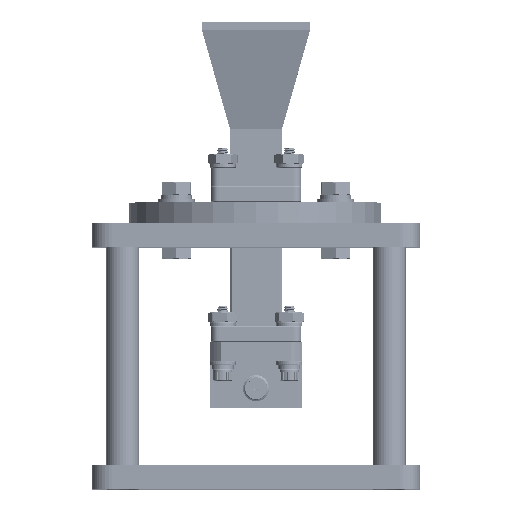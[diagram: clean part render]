
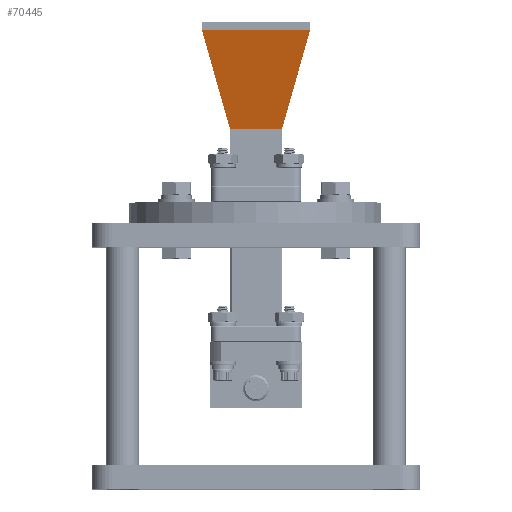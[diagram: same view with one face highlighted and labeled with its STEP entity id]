
A CAD part, top view. The second image highlights one B-rep face of the part: STEP entity #70445.
In plain terms, the highlighted face is planar.
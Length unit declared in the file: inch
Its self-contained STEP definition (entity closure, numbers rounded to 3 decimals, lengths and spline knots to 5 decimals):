
#3038 = DIRECTION ( 'NONE',  ( 0., 1., 0. ) ) ;
#4503 = CARTESIAN_POINT ( 'NONE',  ( -0.39282, 0.51776, 2.90705 ) ) ;
#9627 = LINE ( 'NONE', #19567, #11394 ) ;
#11394 = VECTOR ( 'NONE', #47100, 39.37008 ) ;
#12708 = CARTESIAN_POINT ( 'NONE',  ( -0.39282, 0.51776, 2.90705 ) ) ;
#13235 = CARTESIAN_POINT ( 'NONE',  ( -0.16374, -0.24918, 1.95912 ) ) ;
#14482 = CARTESIAN_POINT ( 'NONE',  ( -0.28479, 0., 2.46001 ) ) ;
#14852 = FACE_OUTER_BOUND ( 'NONE', #56382, .T. ) ;
#16664 = VERTEX_POINT ( 'NONE', #38760 ) ;
#18647 = LINE ( 'NONE', #30723, #30857 ) ;
#19567 = CARTESIAN_POINT ( 'NONE',  ( -0.16374, 0., 1.95912 ) ) ;
#19781 = EDGE_CURVE ( 'NONE', #32534, #16664, #52358, .T. ) ;
#29817 = CARTESIAN_POINT ( 'NONE',  ( -0.39282, 0., 2.90705 ) ) ;
#30723 = CARTESIAN_POINT ( 'NONE',  ( -0.16374, -0.24918, 1.95912 ) ) ;
#30857 = VECTOR ( 'NONE', #41047, 39.37008 ) ;
#32382 = ORIENTED_EDGE ( 'NONE', *, *, #54552, .T. ) ;
#32534 = VERTEX_POINT ( 'NONE', #4503 ) ;
#36515 = PLANE ( 'NONE',  #53070 ) ;
#36880 = DIRECTION ( 'NONE',  ( -0.972, 0., -0.235 ) ) ;
#38760 = CARTESIAN_POINT ( 'NONE',  ( -0.16374, 0.24918, 1.95912 ) ) ;
#41047 = DIRECTION ( 'NONE',  ( -0.226, -0.266, 0.937 ) ) ;
#44482 = ORIENTED_EDGE ( 'NONE', *, *, #55338, .T. ) ;
#44571 = ORIENTED_EDGE ( 'NONE', *, *, #19781, .T. ) ;
#47100 = DIRECTION ( 'NONE',  ( 0., -1., 0. ) ) ;
#47883 = ORIENTED_EDGE ( 'NONE', *, *, #59965, .T. ) ;
#48553 = CARTESIAN_POINT ( 'NONE',  ( -0.39282, -0.51776, 2.90705 ) ) ;
#52358 = LINE ( 'NONE', #12708, #69308 ) ;
#53070 = AXIS2_PLACEMENT_3D ( 'NONE', #14482, #36880, #70307 ) ;
#54252 = VECTOR ( 'NONE', #3038, 39.37008 ) ;
#54552 = EDGE_CURVE ( 'NONE', #57507, #32534, #58479, .T. ) ;
#55338 = EDGE_CURVE ( 'NONE', #60298, #57507, #18647, .T. ) ;
#56382 = EDGE_LOOP ( 'NONE', ( #47883, #44482, #32382, #44571 ) ) ;
#57507 = VERTEX_POINT ( 'NONE', #48553 ) ;
#58479 = LINE ( 'NONE', #29817, #54252 ) ;
#59965 = EDGE_CURVE ( 'NONE', #16664, #60298, #9627, .T. ) ;
#60298 = VERTEX_POINT ( 'NONE', #13235 ) ;
#63723 = DIRECTION ( 'NONE',  ( 0.226, -0.266, -0.937 ) ) ;
#69308 = VECTOR ( 'NONE', #63723, 39.37008 ) ;
#70307 = DIRECTION ( 'NONE',  ( -0.235, 0., 0.972 ) ) ;
#70445 = ADVANCED_FACE ( 'NONE', ( #14852 ), #36515, .T. ) ;
